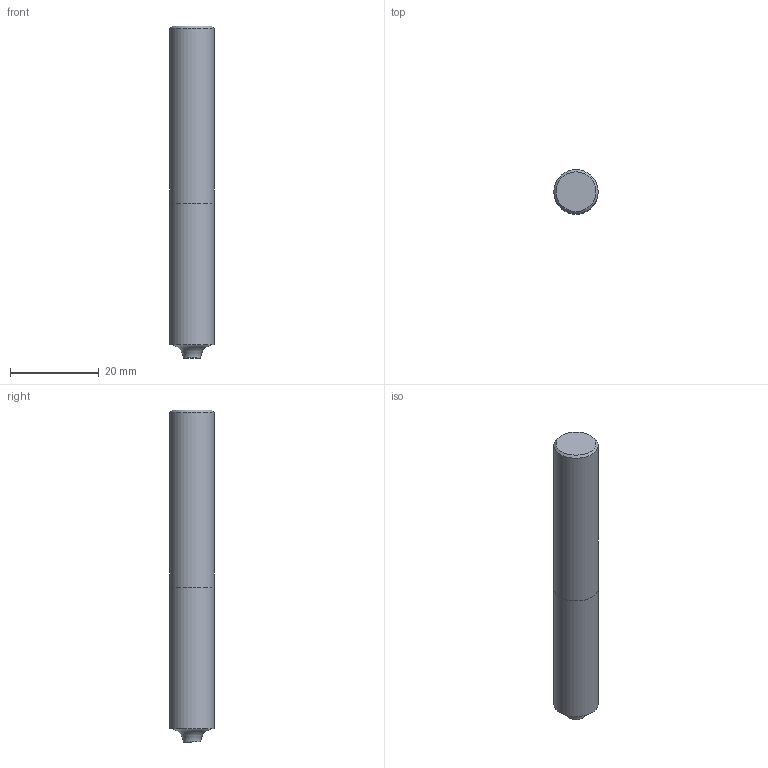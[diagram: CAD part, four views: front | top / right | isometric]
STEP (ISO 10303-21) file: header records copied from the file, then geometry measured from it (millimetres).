
FILE_DESCRIPTION(/* description */ (''),/* implementation_level */ '2;1');
FILE_NAME(/* name */ '31300-MEGAW.stp',/* time_stamp */ '2017-12-13T13:51:26+05:00',/* author */ (''),/* organization */ (''),/* preprocessor_version */ 'ST-DEVELOPER v16',/* originating_system */ 'SIEMENS PLM Software NX 11.0',/* authorisation */ '');
FILE_SCHEMA (('AUTOMOTIVE_DESIGN { 1 0 10303 214 3 1 1 1 }'));
Length unit declared in the file: millimetre
Products named in the file (1): 31300-MEGAW
Bounding box: 10 x 10 x 75 mm (x, y, z)
Volume: 5721.2 mm3; surface area: 2749.2 mm2
Topology: 3 solids, 3 shells, 10 faces, 13 edges, 9 vertices
Faces by surface type: plane 6, cylinder 2, cone 1, torus 1
Full cylindrical faces by diameter (mm): 10 x2
Entity records: 255 total; most frequent: DIRECTION 44, CARTESIAN_POINT 29, AXIS2_PLACEMENT_3D 22, EDGE_LOOP 14, ORIENTED_EDGE 14, ADVANCED_FACE 10, FACE_BOUND 8, VERTEX_POINT 7
